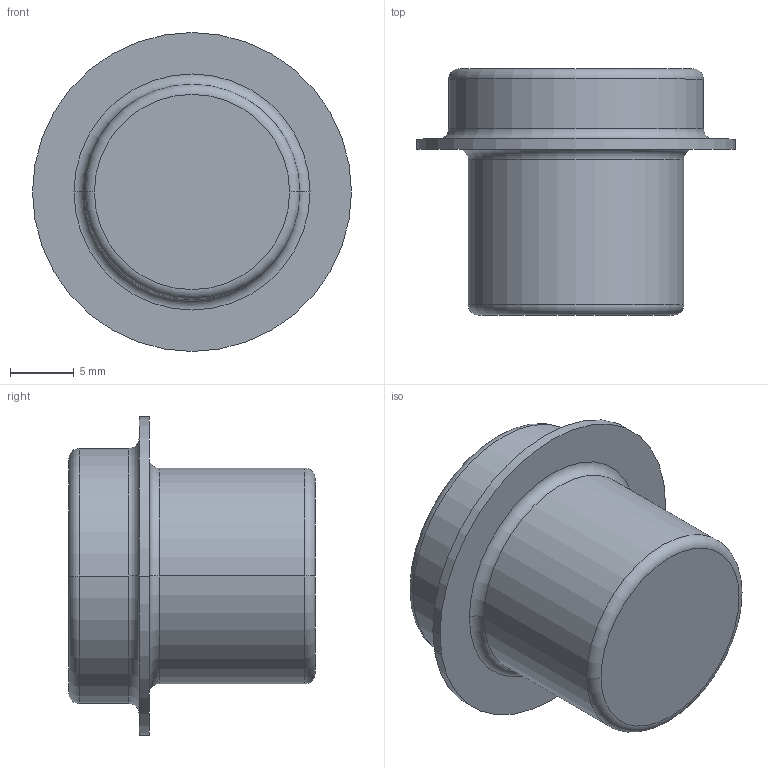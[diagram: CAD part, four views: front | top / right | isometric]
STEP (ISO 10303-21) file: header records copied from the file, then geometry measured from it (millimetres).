
FILE_DESCRIPTION (( 'STEP AP214' ), '1' );
FILE_NAME ('6129-insert-stopping-plug-size-d1-d9.step', '2025-06-12T09:10:45', ( '' ), ( '' ), 'SwSTEP 2.0', 'SolidWorks 2022', '' );
FILE_SCHEMA (( 'AUTOMOTIVE_DESIGN' ));
Length unit declared in the file: millimetre
Products named in the file (1): 6129-insert-stopping-plug-size-d1-d9
Bounding box: 25 x 19.3 x 25 mm (x, y, z)
Volume: 5033.9 mm3; surface area: 2009.9 mm2
Topology: 1 solids, 1 shells, 103 faces, 229 edges, 137 vertices
Faces by surface type: bspline 36, plane 32, cylinder 27, torus 8
Entity records: 5003 total; most frequent: CARTESIAN_POINT 2985, ORIENTED_EDGE 458, DIRECTION 318, EDGE_CURVE 229, VERTEX_POINT 137, EDGE_LOOP 112, LINE 108, VECTOR 108
